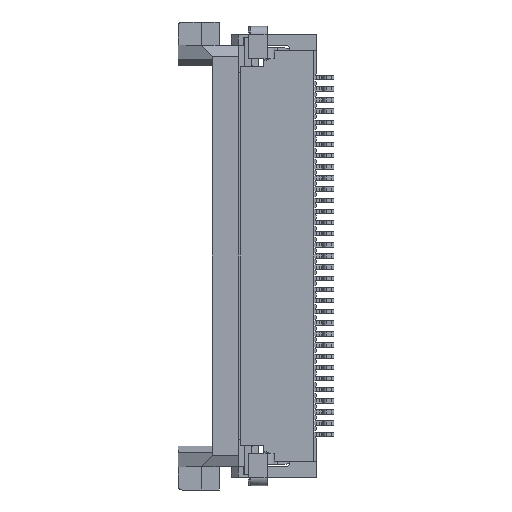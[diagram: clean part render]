
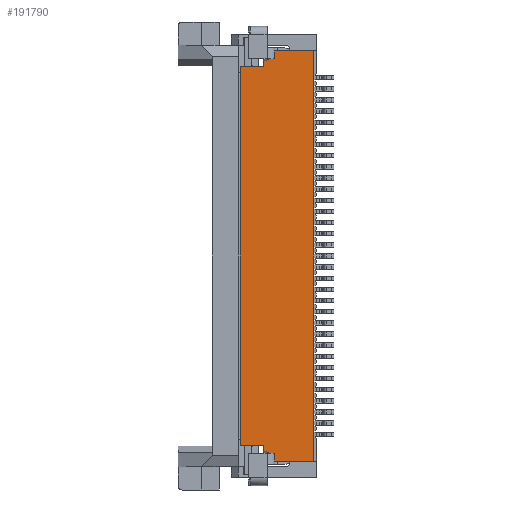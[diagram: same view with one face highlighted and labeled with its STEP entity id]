
A CAD part, left-side view. The second image highlights one B-rep face of the part: STEP entity #191790.
In plain terms, the highlighted face is planar.
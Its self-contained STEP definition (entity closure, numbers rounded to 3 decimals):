
#23840=CARTESIAN_POINT('',(0.5,34.15,-1.93));
#23850=VERTEX_POINT('',#23840);
#23880=CARTESIAN_POINT('',(0.5,34.25,-1.93));
#23890=DIRECTION('',(0.,1.,0.));
#23900=VECTOR('',#23890,1.);
#23910=LINE('',#23880,#23900);
#23920=CARTESIAN_POINT('',(0.5,32.4,-1.93));
#23930=VERTEX_POINT('',#23920);
#23940=EDGE_CURVE('',#23930,#23850,#23910,.T.);
#40260=CARTESIAN_POINT('',(0.5,31.9,-2.63));
#40270=VERTEX_POINT('',#40260);
#40300=CARTESIAN_POINT('',(0.5,34.25,-2.63));
#40310=DIRECTION('',(0.,-1.,0.));
#40320=VECTOR('',#40310,1.);
#40330=LINE('',#40300,#40320);
#40340=CARTESIAN_POINT('',(0.5,30.85,-2.63));
#40350=VERTEX_POINT('',#40340);
#40360=EDGE_CURVE('',#40270,#40350,#40330,.T.);
#47660=CARTESIAN_POINT('',(0.5,32.337,-2.28));
#47670=VERTEX_POINT('',#47660);
#89640=CARTESIAN_POINT('',(0.5,32.15,-2.28));
#89650=VERTEX_POINT('',#89640);
#89680=CARTESIAN_POINT('',(0.5,34.25,-1.44));
#89690=DIRECTION('',(0.,0.928,
0.371));
#89700=VECTOR('',#89690,1.);
#89710=LINE('',#89680,#89700);
#89720=CARTESIAN_POINT('',(0.5,31.9,-2.38));
#89730=VERTEX_POINT('',#89720);
#89740=EDGE_CURVE('',#89730,#89650,#89710,.T.);
#141520=CARTESIAN_POINT('',(0.5,32.4,-2.28));
#141530=VERTEX_POINT('',#141520);
#141560=CARTESIAN_POINT('',(0.5,34.25,-2.28));
#141570=DIRECTION('',(0.,1.,0.));
#141580=VECTOR('',#141570,1.);
#141590=LINE('',#141560,#141580);
#141600=EDGE_CURVE('',#47670,#141530,#141590,.T.);
#155020=CARTESIAN_POINT('',(0.5,32.4,-1.205));
#155030=DIRECTION('',(0.,0.,1.));
#155040=VECTOR('',#155030,1.);
#155050=LINE('',#155020,#155040);
#155060=EDGE_CURVE('',#141530,#23930,#155050,.T.);
#156270=CARTESIAN_POINT('',(0.5,31.3,-2.28));
#156280=DIRECTION('',(0.,1.,0.));
#156290=VECTOR('',#156280,1.);
#156300=LINE('',#156270,#156290);
#156310=EDGE_CURVE('',#89650,#47670,#156300,.T.);
#157720=CARTESIAN_POINT('',(0.5,34.15,-20.33));
#157730=VERTEX_POINT('',#157720);
#157760=CARTESIAN_POINT('',(0.5,34.15,-22.52));
#157770=DIRECTION('',(0.,0.,-1.));
#157780=VECTOR('',#157770,1.);
#157790=LINE('',#157760,#157780);
#157800=EDGE_CURVE('',#23850,#157730,#157790,.T.);
#174960=CARTESIAN_POINT('',(0.5,32.4,-19.98));
#174970=VERTEX_POINT('',#174960);
#175000=CARTESIAN_POINT('',(0.5,32.4,-21.055));
#175010=DIRECTION('',(0.,0.,-1.));
#175020=VECTOR('',#175010,1.);
#175030=LINE('',#175000,#175020);
#175040=CARTESIAN_POINT('',(0.5,32.4,-20.33));
#175050=VERTEX_POINT('',#175040);
#175060=EDGE_CURVE('',#174970,#175050,#175030,.T.);
#189840=CARTESIAN_POINT('',(0.5,32.15,-19.98));
#189850=VERTEX_POINT('',#189840);
#189880=CARTESIAN_POINT('',(0.5,31.3,-19.98));
#189890=DIRECTION('',(0.,1.,0.));
#189900=VECTOR('',#189890,1.);
#189910=LINE('',#189880,#189900);
#189920=CARTESIAN_POINT('',(0.5,32.337,-19.98));
#189930=VERTEX_POINT('',#189920);
#189940=EDGE_CURVE('',#189850,#189930,#189910,.T.);
#190510=CARTESIAN_POINT('',(0.5,31.9,-19.88));
#190520=VERTEX_POINT('',#190510);
#190570=CARTESIAN_POINT('',(0.5,34.25,-20.82));
#190580=DIRECTION('',(0.,0.928,
-0.371));
#190590=VECTOR('',#190580,1.);
#190600=LINE('',#190570,#190590);
#190610=EDGE_CURVE('',#190520,#189850,#190600,.T.);
#191220=CARTESIAN_POINT('',(0.5,34.25,-21.555));
#191230=DIRECTION('',(-1.,0.,0.));
#191240=DIRECTION('',(0.,0.,1.));
#191250=AXIS2_PLACEMENT_3D('',#191220,#191230,#191240);
#191260=PLANE('',#191250);
#191270=CARTESIAN_POINT('',(0.5,34.25,-20.33));
#191280=DIRECTION('',(0.,1.,0.));
#191290=VECTOR('',#191280,1.);
#191300=LINE('',#191270,#191290);
#191310=EDGE_CURVE('',#175050,#157730,#191300,.T.);
#191320=ORIENTED_EDGE('',*,*,#191310,.T.);
#191330=ORIENTED_EDGE('',*,*,#175060,.T.);
#191340=CARTESIAN_POINT('',(0.5,34.25,-19.98));
#191350=DIRECTION('',(0.,1.,0.));
#191360=VECTOR('',#191350,1.);
#191370=LINE('',#191340,#191360);
#191380=EDGE_CURVE('',#189930,#174970,#191370,.T.);
#191390=ORIENTED_EDGE('',*,*,#191380,.T.);
#191400=ORIENTED_EDGE('',*,*,#189940,.T.);
#191410=ORIENTED_EDGE('',*,*,#190610,.T.);
#191420=CARTESIAN_POINT('',(0.5,31.9,-21.055));
#191430=DIRECTION('',(0.,0.,-1.));
#191440=VECTOR('',#191430,1.);
#191450=LINE('',#191420,#191440);
#191460=CARTESIAN_POINT('',(0.5,31.9,-19.63));
#191470=VERTEX_POINT('',#191460);
#191480=EDGE_CURVE('',#191470,#190520,#191450,.T.);
#191490=ORIENTED_EDGE('',*,*,#191480,.T.);
#191500=CARTESIAN_POINT('',(0.5,34.25,-19.63));
#191510=DIRECTION('',(0.,-1.,0.));
#191520=VECTOR('',#191510,1.);
#191530=LINE('',#191500,#191520);
#191540=CARTESIAN_POINT('',(0.5,30.85,-19.63));
#191550=VERTEX_POINT('',#191540);
#191560=EDGE_CURVE('',#191470,#191550,#191530,.T.);
#191570=ORIENTED_EDGE('',*,*,#191560,.F.);
#191580=CARTESIAN_POINT('',(0.5,30.85,-18.74));
#191590=DIRECTION('',(0.,0.,-1.));
#191600=VECTOR('',#191590,1.);
#191610=LINE('',#191580,#191600);
#191620=EDGE_CURVE('',#40350,#191550,#191610,.T.);
#191630=ORIENTED_EDGE('',*,*,#191620,.T.);
#191640=ORIENTED_EDGE('',*,*,#40360,.T.);
#191650=CARTESIAN_POINT('',(0.5,31.9,-1.205));
#191660=DIRECTION('',(0.,0.,1.));
#191670=VECTOR('',#191660,1.);
#191680=LINE('',#191650,#191670);
#191690=EDGE_CURVE('',#40270,#89730,#191680,.T.);
#191700=ORIENTED_EDGE('',*,*,#191690,.F.);
#191710=ORIENTED_EDGE('',*,*,#89740,.F.);
#191720=ORIENTED_EDGE('',*,*,#156310,.F.);
#191730=ORIENTED_EDGE('',*,*,#141600,.F.);
#191740=ORIENTED_EDGE('',*,*,#155060,.F.);
#191750=ORIENTED_EDGE('',*,*,#23940,.F.);
#191760=ORIENTED_EDGE('',*,*,#157800,.F.);
#191770=EDGE_LOOP('',(#191760,#191750,#191740,#191730,#191720,#191710,
#191700,#191640,#191630,#191570,#191490,#191410,#191400,#191390,#191330,
#191320));
#191780=FACE_OUTER_BOUND('',#191770,.T.);
#191790=ADVANCED_FACE('',(#191780),#191260,.F.);
